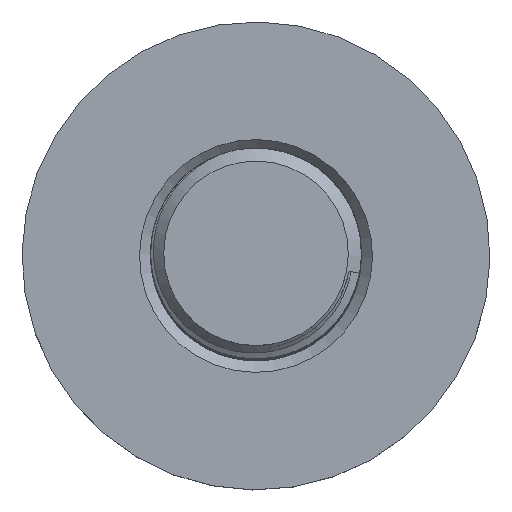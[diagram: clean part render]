
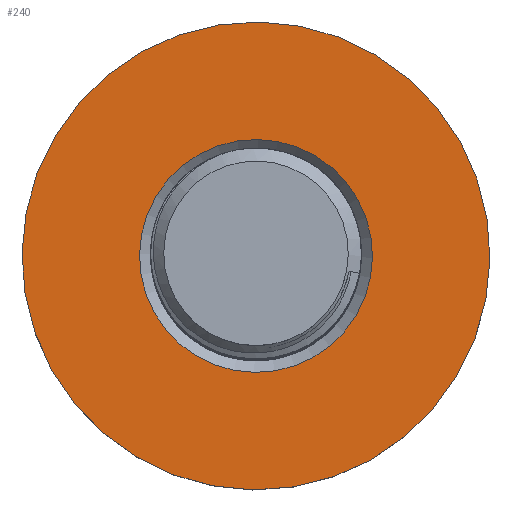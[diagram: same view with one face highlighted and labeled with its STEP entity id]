
A CAD part, top view. The second image highlights one B-rep face of the part: STEP entity #240.
In plain terms, the highlighted planar face has unit normal (0, 0, 1).
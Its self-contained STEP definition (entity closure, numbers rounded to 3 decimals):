
#46 = CYLINDRICAL_SURFACE('',#47,17.75);
#47 = AXIS2_PLACEMENT_3D('',#48,#49,#50);
#48 = CARTESIAN_POINT('',(2773.324,718.596,
    -162.525));
#49 = DIRECTION('',(0.,0.,1.));
#50 = DIRECTION('',(-0.982,0.187,0.)
  );
#71 = VERTEX_POINT('',#72);
#72 = CARTESIAN_POINT('',(2790.76,715.27,
    -158.525));
#92 = EDGE_CURVE('',#71,#71,#93,.T.);
#93 = SURFACE_CURVE('',#94,(#99,#106),.PCURVE_S1.);
#94 = CIRCLE('',#95,17.75);
#95 = AXIS2_PLACEMENT_3D('',#96,#97,#98);
#96 = CARTESIAN_POINT('',(2773.324,718.596,
    -158.525));
#97 = DIRECTION('',(0.,0.,-1.));
#98 = DIRECTION('',(0.982,-0.187,0.));
#99 = PCURVE('',#46,#100);
#100 = DEFINITIONAL_REPRESENTATION('',(#101),#105);
#101 = LINE('',#102,#103);
#102 = CARTESIAN_POINT('',(9.425,4.));
#103 = VECTOR('',#104,1.);
#104 = DIRECTION('',(-1.,0.));
#105 = ( GEOMETRIC_REPRESENTATION_CONTEXT(2) 
PARAMETRIC_REPRESENTATION_CONTEXT() REPRESENTATION_CONTEXT('2D SPACE',''
  ) );
#106 = PCURVE('',#107,#112);
#107 = PLANE('',#108);
#108 = AXIS2_PLACEMENT_3D('',#109,#110,#111);
#109 = CARTESIAN_POINT('',(2773.324,718.596,
    -158.525));
#110 = DIRECTION('',(0.,0.,-1.));
#111 = DIRECTION('',(0.982,-0.187,0.)
  );
#112 = DEFINITIONAL_REPRESENTATION('',(#113),#117);
#113 = CIRCLE('',#114,17.75);
#114 = AXIS2_PLACEMENT_2D('',#115,#116);
#115 = CARTESIAN_POINT('',(0.,0.));
#116 = DIRECTION('',(1.,0.));
#117 = ( GEOMETRIC_REPRESENTATION_CONTEXT(2) 
PARAMETRIC_REPRESENTATION_CONTEXT() REPRESENTATION_CONTEXT('2D SPACE',''
  ) );
#194 = CONICAL_SURFACE('',#195,8.835,0.785);
#195 = AXIS2_PLACEMENT_3D('',#196,#197,#198);
#196 = CARTESIAN_POINT('',(2773.324,718.596,
    -158.525));
#197 = DIRECTION('',(0.,0.,1.));
#198 = DIRECTION('',(-0.982,0.187,0.)
  );
#240 = ADVANCED_FACE('',(#241,#267),#107,.F.);
#241 = FACE_BOUND('',#242,.T.);
#242 = EDGE_LOOP('',(#243));
#243 = ORIENTED_EDGE('',*,*,#244,.T.);
#244 = EDGE_CURVE('',#245,#245,#247,.T.);
#245 = VERTEX_POINT('',#246);
#246 = CARTESIAN_POINT('',(2782.003,716.941,
    -158.525));
#247 = SURFACE_CURVE('',#248,(#253,#260),.PCURVE_S1.);
#248 = CIRCLE('',#249,8.835);
#249 = AXIS2_PLACEMENT_3D('',#250,#251,#252);
#250 = CARTESIAN_POINT('',(2773.324,718.596,
    -158.525));
#251 = DIRECTION('',(0.,0.,-1.));
#252 = DIRECTION('',(0.982,-0.187,0.)
  );
#253 = PCURVE('',#107,#254);
#254 = DEFINITIONAL_REPRESENTATION('',(#255),#259);
#255 = CIRCLE('',#256,8.835);
#256 = AXIS2_PLACEMENT_2D('',#257,#258);
#257 = CARTESIAN_POINT('',(0.,0.));
#258 = DIRECTION('',(1.,0.));
#259 = ( GEOMETRIC_REPRESENTATION_CONTEXT(2) 
PARAMETRIC_REPRESENTATION_CONTEXT() REPRESENTATION_CONTEXT('2D SPACE',''
  ) );
#260 = PCURVE('',#194,#261);
#261 = DEFINITIONAL_REPRESENTATION('',(#262),#266);
#262 = LINE('',#263,#264);
#263 = CARTESIAN_POINT('',(3.142,0.));
#264 = VECTOR('',#265,1.);
#265 = DIRECTION('',(-1.,0.));
#266 = ( GEOMETRIC_REPRESENTATION_CONTEXT(2) 
PARAMETRIC_REPRESENTATION_CONTEXT() REPRESENTATION_CONTEXT('2D SPACE',''
  ) );
#267 = FACE_BOUND('',#268,.T.);
#268 = EDGE_LOOP('',(#269));
#269 = ORIENTED_EDGE('',*,*,#92,.F.);
